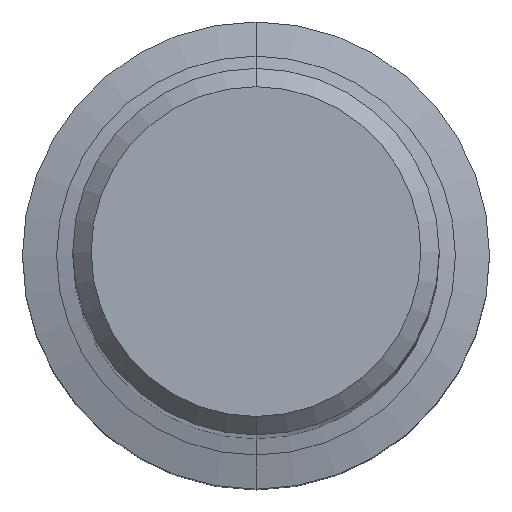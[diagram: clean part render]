
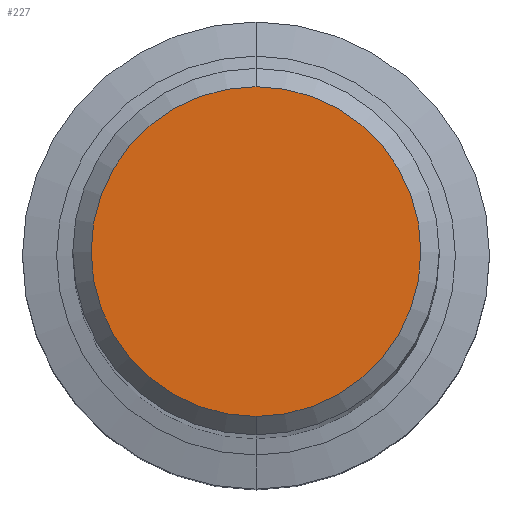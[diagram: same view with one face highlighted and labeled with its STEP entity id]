
A CAD part, top view. The second image highlights one B-rep face of the part: STEP entity #227.
In plain terms, the highlighted planar face has unit normal (0, 0, 1).
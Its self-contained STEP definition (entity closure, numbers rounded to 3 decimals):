
#227=ADVANCED_FACE('',(#583),#584,.T.);
#357=EDGE_CURVE('',#413,#529,#727,.T.);
#413=VERTEX_POINT('',#789);
#513=EDGE_CURVE('',#529,#413,#901,.T.);
#529=VERTEX_POINT('',#920);
#583=FACE_OUTER_BOUND('',#1014,.T.);
#584=PLANE('',#1015);
#727=CIRCLE('',#1347,7.2);
#789=CARTESIAN_POINT('',(0.,-7.2,0.0));
#901=CIRCLE('',#1649,7.2);
#920=CARTESIAN_POINT('',(0.0,7.2,0.0));
#1014=EDGE_LOOP('',(#1734,#1735));
#1015=AXIS2_PLACEMENT_3D('',#1736,#1737,#1738);
#1347=AXIS2_PLACEMENT_3D('',#1883,#1884,#1885);
#1649=AXIS2_PLACEMENT_3D('',#2100,#2101,#2102);
#1734=ORIENTED_EDGE('',*,*,#513,.F.);
#1735=ORIENTED_EDGE('',*,*,#357,.F.);
#1736=CARTESIAN_POINT('',(0.0,3.6,0.0));
#1737=DIRECTION('',(-0.0,0.0,1.0));
#1738=DIRECTION('',(0.0,-1.0,0.0));
#1883=CARTESIAN_POINT('',(0.0,0.0,0.0));
#1884=DIRECTION('',(0.0,0.0,-1.0));
#1885=DIRECTION('',(0.0,1.0,0.0));
#2100=CARTESIAN_POINT('',(0.0,0.0,0.0));
#2101=DIRECTION('',(0.0,0.0,-1.0));
#2102=DIRECTION('',(0.0,1.0,0.0));
